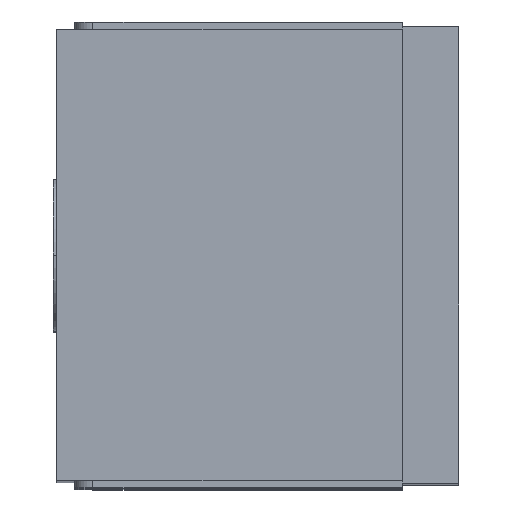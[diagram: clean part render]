
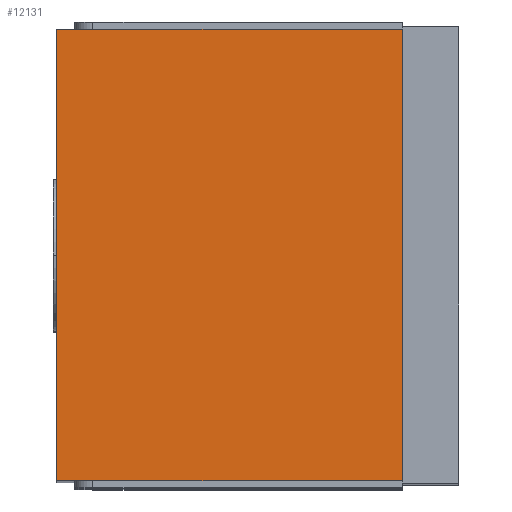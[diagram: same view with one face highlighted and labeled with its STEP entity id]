
A CAD part, top view. The second image highlights one B-rep face of the part: STEP entity #12131.
In plain terms, the highlighted face is planar.
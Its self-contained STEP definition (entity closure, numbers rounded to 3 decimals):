
#642=DIRECTION('',(0.,-1.,0.));
#643=VECTOR('',#642,12.46);
#644=CARTESIAN_POINT('',(-13.556,7.517,0.));
#645=LINE('',#644,#643);
#646=DIRECTION('',(0.,0.,-1.));
#647=VECTOR('',#646,9.54);
#648=CARTESIAN_POINT('',(-13.556,7.517,9.54));
#649=LINE('',#648,#647);
#650=DIRECTION('',(0.,1.,0.));
#651=VECTOR('',#650,12.46);
#652=CARTESIAN_POINT('',(-13.556,-4.943,9.54));
#653=LINE('',#652,#651);
#654=DIRECTION('',(0.,0.,1.));
#655=VECTOR('',#654,9.54);
#656=CARTESIAN_POINT('',(-13.556,-4.943,0.));
#657=LINE('',#656,#655);
#5375=CARTESIAN_POINT('',(-13.556,7.517,0.));
#5377=VERTEX_POINT('',#5375);
#5399=CARTESIAN_POINT('',(-13.556,-4.943,0.));
#5400=CARTESIAN_POINT('',(-13.556,-4.943,9.54));
#5401=VERTEX_POINT('',#5399);
#5402=VERTEX_POINT('',#5400);
#5439=CARTESIAN_POINT('',(-13.556,7.517,9.54));
#5440=VERTEX_POINT('',#5439);
#12120=CARTESIAN_POINT('',(-13.556,7.717,9.54));
#12121=DIRECTION('',(1.,0.,0.));
#12122=DIRECTION('',(0.,1.,0.));
#12123=AXIS2_PLACEMENT_3D('',#12120,#12121,#12122);
#12124=PLANE('',#12123);
#12125=ORIENTED_EDGE('',*,*,#12092,.F.);
#12126=ORIENTED_EDGE('',*,*,#11790,.F.);
#12127=ORIENTED_EDGE('',*,*,#11876,.F.);
#12128=ORIENTED_EDGE('',*,*,#11682,.F.);
#12129=EDGE_LOOP('',(#12125,#12126,#12127,#12128));
#12130=FACE_OUTER_BOUND('',#12129,.F.);
#12131=ADVANCED_FACE('',(#12130),#12124,.F.);
#11682=EDGE_CURVE('',#5401,#5402,#657,.T.);
#11790=EDGE_CURVE('',#5440,#5377,#649,.T.);
#11876=EDGE_CURVE('',#5402,#5440,#653,.T.);
#12092=EDGE_CURVE('',#5377,#5401,#645,.T.);
